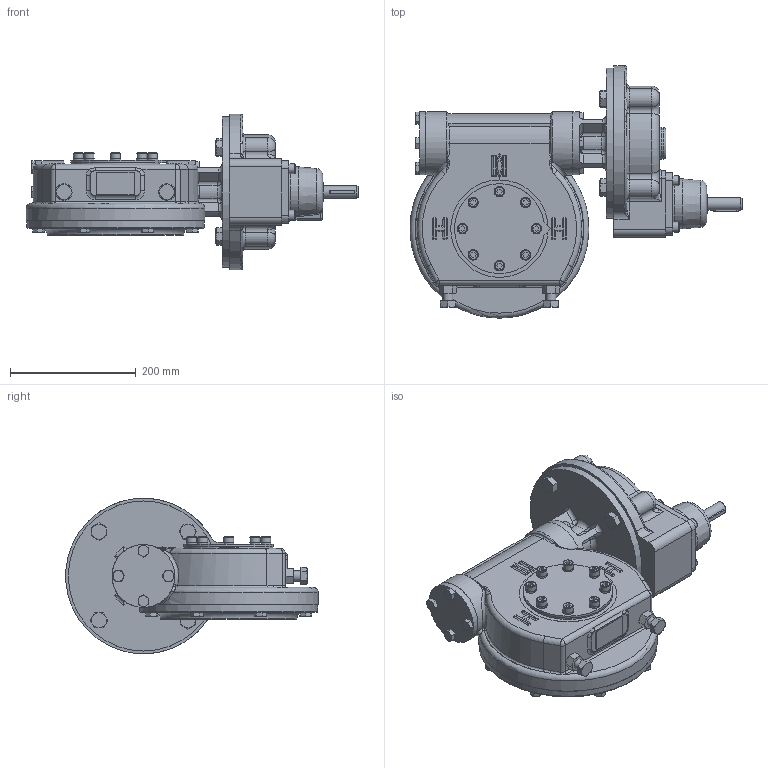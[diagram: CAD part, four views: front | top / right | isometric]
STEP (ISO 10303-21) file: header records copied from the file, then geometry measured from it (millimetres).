
FILE_DESCRIPTION(/* description */ ('Unknown'),/* implementation_level */ '2;1');
FILE_NAME(/* name */ 'PUB-IW5FBIRL-MAN-F14',/* time_stamp */ '2016-06-27T10:41:38+01:00',/* author */ ('Unknown'),/* organization */ ('Unknown'),/* preprocessor_version */ 'ST-DEVELOPER v16',/* originating_system */ 'DEX',/* authorisation */ $);
FILE_SCHEMA (('AUTOMOTIVE_DESIGN {1 0 10303 214 3 1 1}'));
Products named in the file (1): PUB-IW5FBIRL-MAN-F14
Bounding box: 528.9 x 401.97 x 247.79 mm (x, y, z)
Surface area: 580438.9 mm2 (no closed solid volume)
Topology: 0 solids, 67 shells, 937 faces, 2466 edges, 1576 vertices
Faces by surface type: plane 386, cone 176, cylinder 166, bspline 124, torus 77, sphere 8
Full cylindrical faces by diameter (mm): 13.835 x4, 16 x14, 16.6 x8, 20 x1, 30 x1, 50 x1, 100 x5, 140 x1, 155.25 x1, 239 x1, 239.05 x1
Entity records: 44926 total; most frequent: CARTESIAN_POINT 22632, ORIENTED_EDGE 4196, DIRECTION 4135, EDGE_CURVE 2334, AXIS2_PLACEMENT_3D 1616, VERTEX_POINT 1552, EDGE_LOOP 1136, FACE_BOUND 1136
